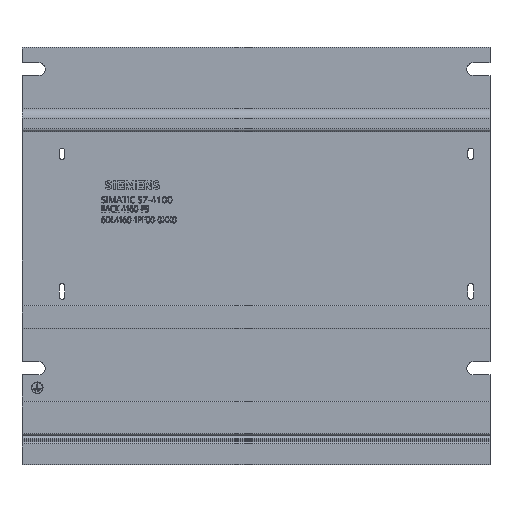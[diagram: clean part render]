
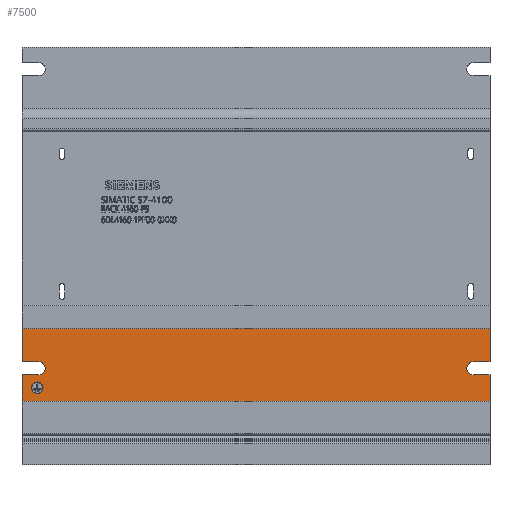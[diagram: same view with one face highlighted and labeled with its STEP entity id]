
A CAD part, top view. The second image highlights one B-rep face of the part: STEP entity #7500.
In plain terms, the highlighted planar face has unit normal (0, 0, 1).
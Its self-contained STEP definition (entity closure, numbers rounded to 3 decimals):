
#7500=ADVANCED_FACE('',(#8815,#8816),#8276,.T.);
#8276=PLANE('',#19756);
#8815=FACE_BOUND('',#8974,.T.);
#8816=FACE_BOUND('',#8975,.T.);
#8974=EDGE_LOOP('',(#10167,#10168,#10169,#10170,#10171,#10172,#10173,#10174,
#10175,#10176,#10177,#10178));
#8975=EDGE_LOOP('',(#10179));
#9837=CIRCLE('',#19753,3.5);
#9838=CIRCLE('',#19754,3.5);
#9839=CIRCLE('',#19755,3.25);
#10167=ORIENTED_EDGE('',*,*,#15529,.F.);
#10168=ORIENTED_EDGE('',*,*,#15530,.F.);
#10169=ORIENTED_EDGE('',*,*,#15531,.F.);
#10170=ORIENTED_EDGE('',*,*,#15532,.F.);
#10171=ORIENTED_EDGE('',*,*,#15533,.F.);
#10172=ORIENTED_EDGE('',*,*,#15534,.T.);
#10173=ORIENTED_EDGE('',*,*,#15535,.F.);
#10174=ORIENTED_EDGE('',*,*,#15536,.F.);
#10175=ORIENTED_EDGE('',*,*,#15537,.F.);
#10176=ORIENTED_EDGE('',*,*,#15538,.T.);
#10177=ORIENTED_EDGE('',*,*,#15539,.T.);
#10178=ORIENTED_EDGE('',*,*,#15540,.F.);
#10179=ORIENTED_EDGE('',*,*,#15541,.T.);
#14177=VERTEX_POINT('',#24010);
#14178=VERTEX_POINT('',#24011);
#14179=VERTEX_POINT('',#24013);
#14180=VERTEX_POINT('',#24015);
#14181=VERTEX_POINT('',#24017);
#14182=VERTEX_POINT('',#24019);
#14183=VERTEX_POINT('',#24021);
#14184=VERTEX_POINT('',#24023);
#14185=VERTEX_POINT('',#24025);
#14186=VERTEX_POINT('',#24027);
#14187=VERTEX_POINT('',#24029);
#14188=VERTEX_POINT('',#24031);
#14189=VERTEX_POINT('',#24034);
#15529=EDGE_CURVE('',#14177,#14178,#17534,.T.);
#15530=EDGE_CURVE('',#14179,#14177,#9837,.T.);
#15531=EDGE_CURVE('',#14180,#14179,#17535,.T.);
#15532=EDGE_CURVE('',#14181,#14180,#17536,.T.);
#15533=EDGE_CURVE('',#14182,#14181,#17537,.T.);
#15534=EDGE_CURVE('',#14182,#14183,#17538,.T.);
#15535=EDGE_CURVE('',#14184,#14183,#17539,.T.);
#15536=EDGE_CURVE('',#14185,#14184,#9838,.T.);
#15537=EDGE_CURVE('',#14186,#14185,#17540,.T.);
#15538=EDGE_CURVE('',#14186,#14187,#17541,.T.);
#15539=EDGE_CURVE('',#14187,#14188,#17542,.T.);
#15540=EDGE_CURVE('',#14178,#14188,#17543,.T.);
#15541=EDGE_CURVE('',#14189,#14189,#9839,.T.);
#17534=LINE('',#24009,#18607);
#17535=LINE('',#24014,#18608);
#17536=LINE('',#24016,#18609);
#17537=LINE('',#24018,#18610);
#17538=LINE('',#24020,#18611);
#17539=LINE('',#24022,#18612);
#17540=LINE('',#24026,#18613);
#17541=LINE('',#24028,#18614);
#17542=LINE('',#24030,#18615);
#17543=LINE('',#24032,#18616);
#18607=VECTOR('',#20791,1.);
#18608=VECTOR('',#20794,1.);
#18609=VECTOR('',#20795,1.);
#18610=VECTOR('',#20796,1.);
#18611=VECTOR('',#20797,1.);
#18612=VECTOR('',#20798,1.);
#18613=VECTOR('',#20801,1.);
#18614=VECTOR('',#20802,1.);
#18615=VECTOR('',#20803,1.);
#18616=VECTOR('',#20804,1.);
#19753=AXIS2_PLACEMENT_3D('',#24012,#20792,#20793);
#19754=AXIS2_PLACEMENT_3D('',#24024,#20799,#20800);
#19755=AXIS2_PLACEMENT_3D('',#24033,#20805,#20806);
#19756=AXIS2_PLACEMENT_3D('',#24035,#20807,#20808);
#20791=DIRECTION('',(1.,0.,0.));
#20792=DIRECTION('',(0.,0.,1.));
#20793=DIRECTION('',(1.,0.,0.));
#20794=DIRECTION('',(-1.,0.,0.));
#20795=DIRECTION('',(0.,-1.,0.));
#20796=DIRECTION('',(1.,0.,0.));
#20797=DIRECTION('',(0.,-1.,0.));
#20798=DIRECTION('',(-1.,0.,0.));
#20799=DIRECTION('',(0.,0.,1.));
#20800=DIRECTION('',(1.,0.,0.));
#20801=DIRECTION('',(1.,0.,0.));
#20802=DIRECTION('',(0.,-1.,0.));
#20803=DIRECTION('',(1.,0.,0.));
#20804=DIRECTION('',(0.,-1.,0.));
#20805=DIRECTION('',(0.,0.,-1.));
#20806=DIRECTION('',(1.,0.,0.));
#20807=DIRECTION('',(0.,0.,1.));
#20808=DIRECTION('',(1.,0.,0.));
#24009=CARTESIAN_POINT('',(-23.125,-59.25,-10.895));
#24010=CARTESIAN_POINT('',(225.175,-59.25,-10.895));
#24011=CARTESIAN_POINT('',(234.475,-59.25,-10.895));
#24012=CARTESIAN_POINT('',(225.175,-55.75,-10.895));
#24013=CARTESIAN_POINT('',(225.175,-52.25,-10.895));
#24014=CARTESIAN_POINT('',(-23.125,-52.25,-10.895));
#24015=CARTESIAN_POINT('',(234.475,-52.25,-10.895));
#24016=CARTESIAN_POINT('',(234.475,-31.242,-10.895));
#24017=CARTESIAN_POINT('',(234.475,-31.242,-10.895));
#24018=CARTESIAN_POINT('',(-23.125,-31.242,-10.895));
#24019=CARTESIAN_POINT('',(-23.125,-31.242,-10.895));
#24020=CARTESIAN_POINT('',(-23.125,-31.242,-10.895));
#24021=CARTESIAN_POINT('',(-23.125,-52.25,-10.895));
#24022=CARTESIAN_POINT('',(-23.125,-52.25,-10.895));
#24023=CARTESIAN_POINT('',(-13.825,-52.25,-10.895));
#24024=CARTESIAN_POINT('',(-13.825,-55.75,-10.895));
#24025=CARTESIAN_POINT('',(-13.825,-59.25,-10.895));
#24026=CARTESIAN_POINT('',(-23.125,-59.25,-10.895));
#24027=CARTESIAN_POINT('',(-23.125,-59.25,-10.895));
#24028=CARTESIAN_POINT('',(-23.125,-31.242,-10.895));
#24029=CARTESIAN_POINT('',(-23.125,-75.539,-10.895));
#24030=CARTESIAN_POINT('',(-23.125,-75.539,-10.895));
#24031=CARTESIAN_POINT('',(234.475,-75.539,-10.895));
#24032=CARTESIAN_POINT('',(234.475,-31.242,-10.895));
#24033=CARTESIAN_POINT('',(-14.775,-66.575,-10.895));
#24034=CARTESIAN_POINT('',(-11.525,-66.575,-10.895));
#24035=CARTESIAN_POINT('',(-23.125,-31.242,-10.895));
